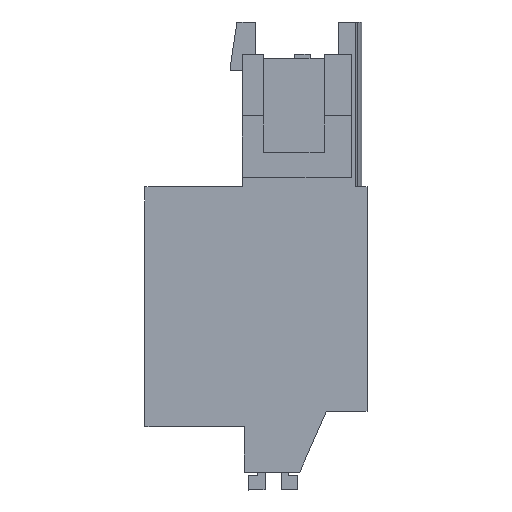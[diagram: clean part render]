
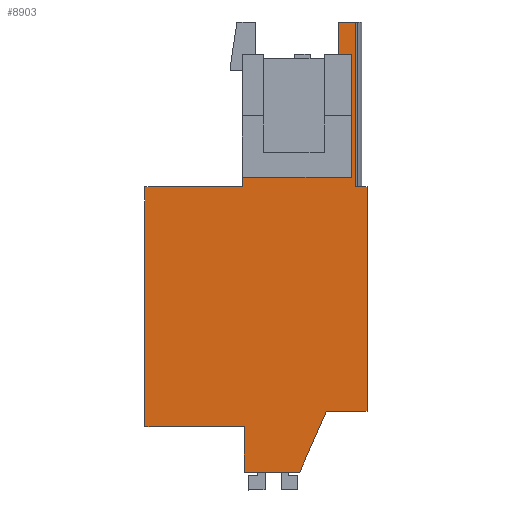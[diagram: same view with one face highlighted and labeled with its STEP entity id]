
A CAD part, left-side view. The second image highlights one B-rep face of the part: STEP entity #8903.
In plain terms, the highlighted planar face has unit normal (-1, 0, 0).
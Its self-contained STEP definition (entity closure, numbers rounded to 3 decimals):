
#8847=AXIS2_PLACEMENT_3D('Plane Axis2P3D',#8844,#8845,#8846) ;
#129=CARTESIAN_POINT('Vertex',(0.975,7.85,4.043)) ;
#239=CARTESIAN_POINT('Vertex',(0.975,7.85,1.143)) ;
#242=CARTESIAN_POINT('Line Origine',(0.975,7.85,2.593)) ;
#355=CARTESIAN_POINT('Vertex',(0.975,0.,5.043)) ;
#358=CARTESIAN_POINT('Line Origine',(0.975,1.3,5.043)) ;
#362=CARTESIAN_POINT('Vertex',(0.975,2.6,5.043)) ;
#736=CARTESIAN_POINT('Vertex',(0.975,14.2,4.043)) ;
#744=CARTESIAN_POINT('Line Origine',(0.975,11.025,4.043)) ;
#1287=CARTESIAN_POINT('Vertex',(0.975,0.,19.383)) ;
#1290=CARTESIAN_POINT('Line Origine',(0.975,0.,12.213)) ;
#1764=CARTESIAN_POINT('Vertex',(0.975,14.2,19.383)) ;
#1767=CARTESIAN_POINT('Line Origine',(0.975,14.2,11.713)) ;
#2377=CARTESIAN_POINT('Vertex',(0.975,7.968,19.383)) ;
#2380=CARTESIAN_POINT('Line Origine',(0.975,11.084,19.383)) ;
#2481=CARTESIAN_POINT('Line Origine',(0.975,7.968,19.96)) ;
#2485=CARTESIAN_POINT('Vertex',(0.975,7.968,20.538)) ;
#2916=CARTESIAN_POINT('Vertex',(0.975,1.848,29.933)) ;
#2919=CARTESIAN_POINT('Line Origine',(0.975,1.285,29.933)) ;
#2923=CARTESIAN_POINT('Vertex',(0.975,0.723,29.933)) ;
#3172=CARTESIAN_POINT('Vertex',(0.975,0.723,19.383)) ;
#3175=CARTESIAN_POINT('Line Origine',(0.975,0.361,19.383)) ;
#8818=CARTESIAN_POINT('Line Origine',(0.975,3.45,3.093)) ;
#8822=CARTESIAN_POINT('Vertex',(0.975,4.3,1.143)) ;
#8844=CARTESIAN_POINT('Axis2P3D Location',(0.975,6.8,19.383)) ;
#8849=CARTESIAN_POINT('Line Origine',(0.975,0.723,24.658)) ;
#8854=CARTESIAN_POINT('Line Origine',(0.975,1.848,28.63)) ;
#8858=CARTESIAN_POINT('Vertex',(0.975,1.848,27.328)) ;
#8861=CARTESIAN_POINT('Line Origine',(0.975,1.423,27.328)) ;
#8865=CARTESIAN_POINT('Vertex',(0.975,0.998,27.328)) ;
#8868=CARTESIAN_POINT('Line Origine',(0.975,0.998,23.933)) ;
#8872=CARTESIAN_POINT('Vertex',(0.975,0.998,20.538)) ;
#8875=CARTESIAN_POINT('Line Origine',(0.975,4.483,20.538)) ;
#8880=CARTESIAN_POINT('Line Origine',(0.975,6.075,1.143)) ;
#243=DIRECTION('Vector Direction',(0.,0.,-1.)) ;
#359=DIRECTION('Vector Direction',(0.,-1.,0.)) ;
#745=DIRECTION('Vector Direction',(0.,-1.,0.)) ;
#1291=DIRECTION('Vector Direction',(0.,0.,1.)) ;
#1768=DIRECTION('Vector Direction',(0.,0.,-1.)) ;
#2381=DIRECTION('Vector Direction',(0.,1.,0.)) ;
#2482=DIRECTION('Vector Direction',(0.,0.,-1.)) ;
#2920=DIRECTION('Vector Direction',(0.,1.,0.)) ;
#3176=DIRECTION('Vector Direction',(0.,1.,0.)) ;
#8819=DIRECTION('Vector Direction',(0.,-0.4,0.917)) ;
#8845=DIRECTION('Axis2P3D Direction',(-1.,0.,0.)) ;
#8846=DIRECTION('Axis2P3D XDirection',(0.,1.,0.)) ;
#8850=DIRECTION('Vector Direction',(0.,0.,-1.)) ;
#8855=DIRECTION('Vector Direction',(0.,0.,1.)) ;
#8862=DIRECTION('Vector Direction',(0.,-1.,0.)) ;
#8869=DIRECTION('Vector Direction',(0.,0.,1.)) ;
#8876=DIRECTION('Vector Direction',(0.,1.,0.)) ;
#8881=DIRECTION('Vector Direction',(0.,-1.,0.)) ;
#244=VECTOR('Line Direction',#243,1.) ;
#360=VECTOR('Line Direction',#359,1.) ;
#746=VECTOR('Line Direction',#745,1.) ;
#1292=VECTOR('Line Direction',#1291,1.) ;
#1769=VECTOR('Line Direction',#1768,1.) ;
#2382=VECTOR('Line Direction',#2381,1.) ;
#2483=VECTOR('Line Direction',#2482,1.) ;
#2921=VECTOR('Line Direction',#2920,1.) ;
#3177=VECTOR('Line Direction',#3176,1.) ;
#8820=VECTOR('Line Direction',#8819,1.) ;
#8851=VECTOR('Line Direction',#8850,1.) ;
#8856=VECTOR('Line Direction',#8855,1.) ;
#8863=VECTOR('Line Direction',#8862,1.) ;
#8870=VECTOR('Line Direction',#8869,1.) ;
#8877=VECTOR('Line Direction',#8876,1.) ;
#8882=VECTOR('Line Direction',#8881,1.) ;
#8886=ORIENTED_EDGE('',*,*,#3179,.T.) ;
#8887=ORIENTED_EDGE('',*,*,#8853,.F.) ;
#8888=ORIENTED_EDGE('',*,*,#2925,.T.) ;
#8889=ORIENTED_EDGE('',*,*,#8860,.T.) ;
#8890=ORIENTED_EDGE('',*,*,#8867,.T.) ;
#8891=ORIENTED_EDGE('',*,*,#8874,.T.) ;
#8892=ORIENTED_EDGE('',*,*,#8879,.T.) ;
#8893=ORIENTED_EDGE('',*,*,#2487,.F.) ;
#8894=ORIENTED_EDGE('',*,*,#2384,.T.) ;
#8895=ORIENTED_EDGE('',*,*,#1771,.T.) ;
#8896=ORIENTED_EDGE('',*,*,#748,.T.) ;
#8897=ORIENTED_EDGE('',*,*,#246,.T.) ;
#8898=ORIENTED_EDGE('',*,*,#8884,.T.) ;
#8899=ORIENTED_EDGE('',*,*,#8824,.T.) ;
#8900=ORIENTED_EDGE('',*,*,#364,.T.) ;
#8901=ORIENTED_EDGE('',*,*,#1294,.T.) ;
#8903=ADVANCED_FACE('HOUSING',(#8902),#8848,.T.) ;
#246=EDGE_CURVE('',#130,#240,#245,.T.) ;
#364=EDGE_CURVE('',#363,#356,#361,.T.) ;
#748=EDGE_CURVE('',#737,#130,#747,.T.) ;
#1294=EDGE_CURVE('',#356,#1288,#1293,.T.) ;
#1771=EDGE_CURVE('',#1765,#737,#1770,.T.) ;
#2384=EDGE_CURVE('',#2378,#1765,#2383,.T.) ;
#2487=EDGE_CURVE('',#2378,#2486,#2484,.F.) ;
#2925=EDGE_CURVE('',#2924,#2917,#2922,.T.) ;
#3179=EDGE_CURVE('',#1288,#3173,#3178,.T.) ;
#8824=EDGE_CURVE('',#8823,#363,#8821,.T.) ;
#8853=EDGE_CURVE('',#2924,#3173,#8852,.T.) ;
#8860=EDGE_CURVE('',#2917,#8859,#8857,.F.) ;
#8867=EDGE_CURVE('',#8859,#8866,#8864,.T.) ;
#8874=EDGE_CURVE('',#8866,#8873,#8871,.F.) ;
#8879=EDGE_CURVE('',#8873,#2486,#8878,.T.) ;
#8884=EDGE_CURVE('',#240,#8823,#8883,.T.) ;
#8885=EDGE_LOOP('',(#8886,#8887,#8888,#8889,#8890,#8891,#8892,#8893,#8894,#8895,#8896,#8897,#8898,#8899,#8900,#8901)) ;
#8902=FACE_OUTER_BOUND('',#8885,.T.) ;
#245=LINE('Line',#242,#244) ;
#361=LINE('Line',#358,#360) ;
#747=LINE('Line',#744,#746) ;
#1293=LINE('Line',#1290,#1292) ;
#1770=LINE('Line',#1767,#1769) ;
#2383=LINE('Line',#2380,#2382) ;
#2484=LINE('Line',#2481,#2483) ;
#2922=LINE('Line',#2919,#2921) ;
#3178=LINE('Line',#3175,#3177) ;
#8821=LINE('Line',#8818,#8820) ;
#8852=LINE('Line',#8849,#8851) ;
#8857=LINE('Line',#8854,#8856) ;
#8864=LINE('Line',#8861,#8863) ;
#8871=LINE('Line',#8868,#8870) ;
#8878=LINE('Line',#8875,#8877) ;
#8883=LINE('Line',#8880,#8882) ;
#8848=PLANE('',#8847) ;
#130=VERTEX_POINT('',#129) ;
#240=VERTEX_POINT('',#239) ;
#356=VERTEX_POINT('',#355) ;
#363=VERTEX_POINT('',#362) ;
#737=VERTEX_POINT('',#736) ;
#1288=VERTEX_POINT('',#1287) ;
#1765=VERTEX_POINT('',#1764) ;
#2378=VERTEX_POINT('',#2377) ;
#2486=VERTEX_POINT('',#2485) ;
#2917=VERTEX_POINT('',#2916) ;
#2924=VERTEX_POINT('',#2923) ;
#3173=VERTEX_POINT('',#3172) ;
#8823=VERTEX_POINT('',#8822) ;
#8859=VERTEX_POINT('',#8858) ;
#8866=VERTEX_POINT('',#8865) ;
#8873=VERTEX_POINT('',#8872) ;
